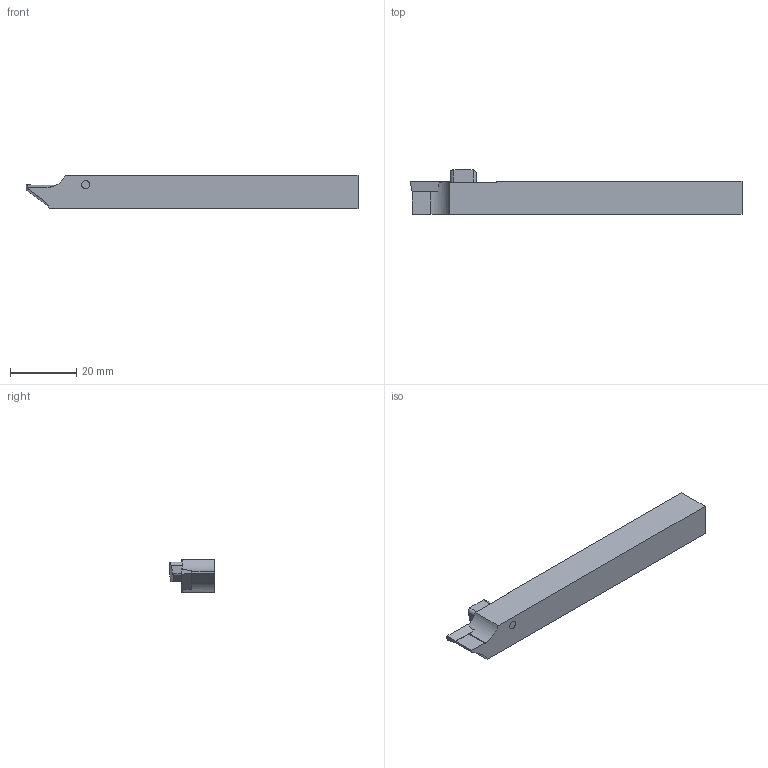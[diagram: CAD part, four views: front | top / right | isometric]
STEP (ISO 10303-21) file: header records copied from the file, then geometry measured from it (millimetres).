
FILE_DESCRIPTION (( 'STEP AP214' ), '1' );
FILE_NAME ('ISO-148-02.STEP', '2016-09-07T08:22:36', ( '' ), ( '' ), 'SwSTEP 2.0', 'SolidWorks 2016', '' );
FILE_SCHEMA (( 'AUTOMOTIVE_DESIGN' ));
Length unit declared in the file: millimetre
Products named in the file (1): ISO-148-02
Bounding box: 100 x 13.5 x 10 mm (x, y, z)
Volume: 9472.8 mm3; surface area: 4165.2 mm2
Topology: 1 solids, 1 shells, 52 faces, 153 edges, 102 vertices
Faces by surface type: plane 42, cylinder 9, cone 1
Entity records: 1982 total; most frequent: CARTESIAN_POINT 354, ORIENTED_EDGE 306, DIRECTION 290, EDGE_CURVE 153, VERTEX_POINT 102, LINE 98, VECTOR 98, AXIS2_PLACEMENT_3D 96
